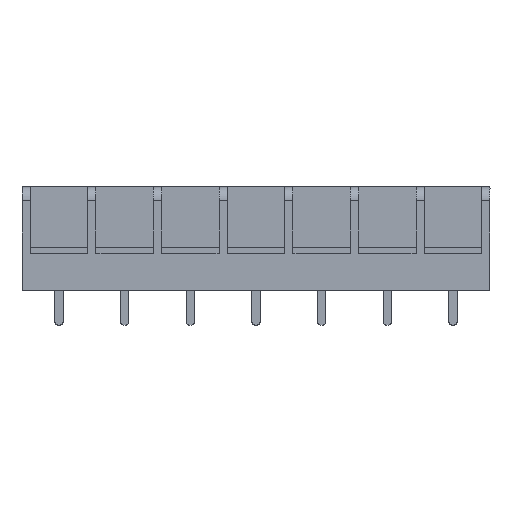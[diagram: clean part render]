
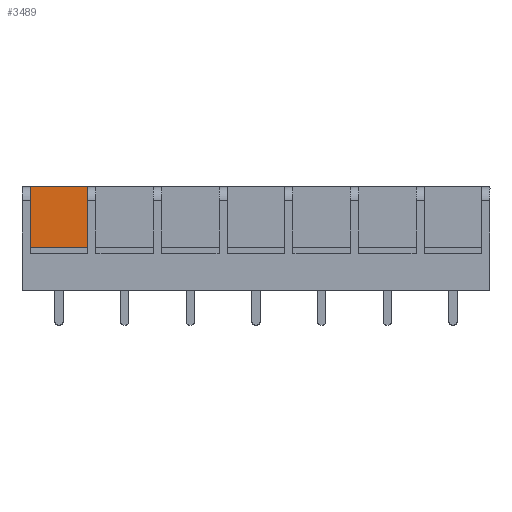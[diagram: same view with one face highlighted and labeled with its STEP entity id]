
A CAD part, front view. The second image highlights one B-rep face of the part: STEP entity #3489.
In plain terms, the highlighted planar face has unit normal (0, -1, 0).
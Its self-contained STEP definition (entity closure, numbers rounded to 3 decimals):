
#923 = PLANE('',#924);
#924 = AXIS2_PLACEMENT_3D('',#925,#926,#927);
#925 = CARTESIAN_POINT('',(350.41,162.3,39.6));
#926 = DIRECTION('',(0.,0.,1.));
#927 = DIRECTION('',(1.,0.,0.));
#1014 = PLANE('',#1015);
#1015 = AXIS2_PLACEMENT_3D('',#1016,#1017,#1018);
#1016 = CARTESIAN_POINT('',(358.5,160.42,28.92));
#1017 = DIRECTION('',(1.,0.,0.));
#1018 = DIRECTION('',(0.,0.,1.));
#1233 = VERTEX_POINT('',#1234);
#1234 = CARTESIAN_POINT('',(358.5,176.6,30.));
#1246 = PLANE('',#1247);
#1247 = AXIS2_PLACEMENT_3D('',#1248,#1249,#1250);
#1248 = CARTESIAN_POINT('',(357.55,174.72,30.));
#1249 = DIRECTION('',(0.,0.,1.));
#1250 = DIRECTION('',(1.,0.,0.));
#1257 = EDGE_CURVE('',#1258,#1233,#1260,.T.);
#1258 = VERTEX_POINT('',#1259);
#1259 = CARTESIAN_POINT('',(358.5,176.6,39.6));
#1260 = SURFACE_CURVE('',#1261,(#1264,#1270),.PCURVE_S1.);
#1261 = B_SPLINE_CURVE_WITH_KNOTS('',1,(#1262,#1263),.UNSPECIFIED.,.F.,
  .F.,(2,2),(0.,9.6),.PIECEWISE_BEZIER_KNOTS.);
#1262 = CARTESIAN_POINT('',(358.5,176.6,39.6));
#1263 = CARTESIAN_POINT('',(358.5,176.6,30.));
#1264 = PCURVE('',#1014,#1265);
#1265 = DEFINITIONAL_REPRESENTATION('',(#1266),#1269);
#1266 = B_SPLINE_CURVE_WITH_KNOTS('',1,(#1267,#1268),.UNSPECIFIED.,.F.,
  .F.,(2,2),(0.,9.6),.PIECEWISE_BEZIER_KNOTS.);
#1267 = CARTESIAN_POINT('',(10.68,-16.18));
#1268 = CARTESIAN_POINT('',(1.08,-16.18));
#1269 = ( GEOMETRIC_REPRESENTATION_CONTEXT(2) 
PARAMETRIC_REPRESENTATION_CONTEXT() REPRESENTATION_CONTEXT('2D SPACE',''
  ) );
#1270 = PCURVE('',#1271,#1276);
#1271 = PLANE('',#1272);
#1272 = AXIS2_PLACEMENT_3D('',#1273,#1274,#1275);
#1273 = CARTESIAN_POINT('',(357.55,176.6,28.92));
#1274 = DIRECTION('',(0.,-1.,0.));
#1275 = DIRECTION('',(0.,0.,-1.));
#1276 = DEFINITIONAL_REPRESENTATION('',(#1277),#1280);
#1277 = B_SPLINE_CURVE_WITH_KNOTS('',1,(#1278,#1279),.UNSPECIFIED.,.F.,
  .F.,(2,2),(0.,9.6),.PIECEWISE_BEZIER_KNOTS.);
#1278 = CARTESIAN_POINT('',(-10.68,0.95));
#1279 = CARTESIAN_POINT('',(-1.08,0.95));
#1280 = ( GEOMETRIC_REPRESENTATION_CONTEXT(2) 
PARAMETRIC_REPRESENTATION_CONTEXT() REPRESENTATION_CONTEXT('2D SPACE',''
  ) );
#1306 = EDGE_CURVE('',#1258,#1307,#1309,.T.);
#1307 = VERTEX_POINT('',#1308);
#1308 = CARTESIAN_POINT('',(366.8,176.6,39.6));
#1309 = SURFACE_CURVE('',#1310,(#1313,#1319),.PCURVE_S1.);
#1310 = B_SPLINE_CURVE_WITH_KNOTS('',1,(#1311,#1312),.UNSPECIFIED.,.F.,
  .F.,(2,2),(0.,8.3),.PIECEWISE_BEZIER_KNOTS.);
#1311 = CARTESIAN_POINT('',(358.5,176.6,39.6));
#1312 = CARTESIAN_POINT('',(366.8,176.6,39.6));
#1313 = PCURVE('',#923,#1314);
#1314 = DEFINITIONAL_REPRESENTATION('',(#1315),#1318);
#1315 = B_SPLINE_CURVE_WITH_KNOTS('',1,(#1316,#1317),.UNSPECIFIED.,.F.,
  .F.,(2,2),(0.,8.3),.PIECEWISE_BEZIER_KNOTS.);
#1316 = CARTESIAN_POINT('',(8.09,14.3));
#1317 = CARTESIAN_POINT('',(16.39,14.3));
#1318 = ( GEOMETRIC_REPRESENTATION_CONTEXT(2) 
PARAMETRIC_REPRESENTATION_CONTEXT() REPRESENTATION_CONTEXT('2D SPACE',''
  ) );
#1319 = PCURVE('',#1271,#1320);
#1320 = DEFINITIONAL_REPRESENTATION('',(#1321),#1324);
#1321 = B_SPLINE_CURVE_WITH_KNOTS('',1,(#1322,#1323),.UNSPECIFIED.,.F.,
  .F.,(2,2),(0.,8.3),.PIECEWISE_BEZIER_KNOTS.);
#1322 = CARTESIAN_POINT('',(-10.68,0.95));
#1323 = CARTESIAN_POINT('',(-10.68,9.25));
#1324 = ( GEOMETRIC_REPRESENTATION_CONTEXT(2) 
PARAMETRIC_REPRESENTATION_CONTEXT() REPRESENTATION_CONTEXT('2D SPACE',''
  ) );
#1340 = PLANE('',#1341);
#1341 = AXIS2_PLACEMENT_3D('',#1342,#1343,#1344);
#1342 = CARTESIAN_POINT('',(366.8,160.42,40.68));
#1343 = DIRECTION('',(-1.,0.,0.));
#1344 = DIRECTION('',(0.,0.,-1.));
#3453 = VERTEX_POINT('',#3454);
#3454 = CARTESIAN_POINT('',(366.8,176.6,30.)
  );
#3472 = EDGE_CURVE('',#3453,#1233,#3473,.T.);
#3473 = SURFACE_CURVE('',#3474,(#3477,#3483),.PCURVE_S1.);
#3474 = B_SPLINE_CURVE_WITH_KNOTS('',1,(#3475,#3476),.UNSPECIFIED.,.F.,
  .F.,(2,2),(-8.3,0.),.PIECEWISE_BEZIER_KNOTS.);
#3475 = CARTESIAN_POINT('',(366.8,176.6,30.));
#3476 = CARTESIAN_POINT('',(358.5,176.6,30.));
#3477 = PCURVE('',#1246,#3478);
#3478 = DEFINITIONAL_REPRESENTATION('',(#3479),#3482);
#3479 = B_SPLINE_CURVE_WITH_KNOTS('',1,(#3480,#3481),.UNSPECIFIED.,.F.,
  .F.,(2,2),(-8.3,0.),.PIECEWISE_BEZIER_KNOTS.);
#3480 = CARTESIAN_POINT('',(9.25,1.88));
#3481 = CARTESIAN_POINT('',(0.95,1.88));
#3482 = ( GEOMETRIC_REPRESENTATION_CONTEXT(2) 
PARAMETRIC_REPRESENTATION_CONTEXT() REPRESENTATION_CONTEXT('2D SPACE',''
  ) );
#3483 = PCURVE('',#1271,#3484);
#3484 = DEFINITIONAL_REPRESENTATION('',(#3485),#3488);
#3485 = B_SPLINE_CURVE_WITH_KNOTS('',1,(#3486,#3487),.UNSPECIFIED.,.F.,
  .F.,(2,2),(-8.3,0.),.PIECEWISE_BEZIER_KNOTS.);
#3486 = CARTESIAN_POINT('',(-1.08,9.25));
#3487 = CARTESIAN_POINT('',(-1.08,0.95));
#3488 = ( GEOMETRIC_REPRESENTATION_CONTEXT(2) 
PARAMETRIC_REPRESENTATION_CONTEXT() REPRESENTATION_CONTEXT('2D SPACE',''
  ) );
#3489 = ADVANCED_FACE('',(#3490),#1271,.T.);
#3490 = FACE_BOUND('',#3491,.T.);
#3491 = EDGE_LOOP('',(#3492,#3493,#3494,#3495));
#3492 = ORIENTED_EDGE('',*,*,#1306,.F.);
#3493 = ORIENTED_EDGE('',*,*,#1257,.T.);
#3494 = ORIENTED_EDGE('',*,*,#3472,.F.);
#3495 = ORIENTED_EDGE('',*,*,#3496,.F.);
#3496 = EDGE_CURVE('',#1307,#3453,#3497,.T.);
#3497 = SURFACE_CURVE('',#3498,(#3501,#3507),.PCURVE_S1.);
#3498 = B_SPLINE_CURVE_WITH_KNOTS('',1,(#3499,#3500),.UNSPECIFIED.,.F.,
  .F.,(2,2),(-9.6,0.),.PIECEWISE_BEZIER_KNOTS.);
#3499 = CARTESIAN_POINT('',(366.8,176.6,39.6));
#3500 = CARTESIAN_POINT('',(366.8,176.6,30.));
#3501 = PCURVE('',#1271,#3502);
#3502 = DEFINITIONAL_REPRESENTATION('',(#3503),#3506);
#3503 = B_SPLINE_CURVE_WITH_KNOTS('',1,(#3504,#3505),.UNSPECIFIED.,.F.,
  .F.,(2,2),(-9.6,0.),.PIECEWISE_BEZIER_KNOTS.);
#3504 = CARTESIAN_POINT('',(-10.68,9.25));
#3505 = CARTESIAN_POINT('',(-1.08,9.25));
#3506 = ( GEOMETRIC_REPRESENTATION_CONTEXT(2) 
PARAMETRIC_REPRESENTATION_CONTEXT() REPRESENTATION_CONTEXT('2D SPACE',''
  ) );
#3507 = PCURVE('',#1340,#3508);
#3508 = DEFINITIONAL_REPRESENTATION('',(#3509),#3512);
#3509 = B_SPLINE_CURVE_WITH_KNOTS('',1,(#3510,#3511),.UNSPECIFIED.,.F.,
  .F.,(2,2),(-9.6,0.),.PIECEWISE_BEZIER_KNOTS.);
#3510 = CARTESIAN_POINT('',(1.08,-16.18));
#3511 = CARTESIAN_POINT('',(10.68,-16.18));
#3512 = ( GEOMETRIC_REPRESENTATION_CONTEXT(2) 
PARAMETRIC_REPRESENTATION_CONTEXT() REPRESENTATION_CONTEXT('2D SPACE',''
  ) );
